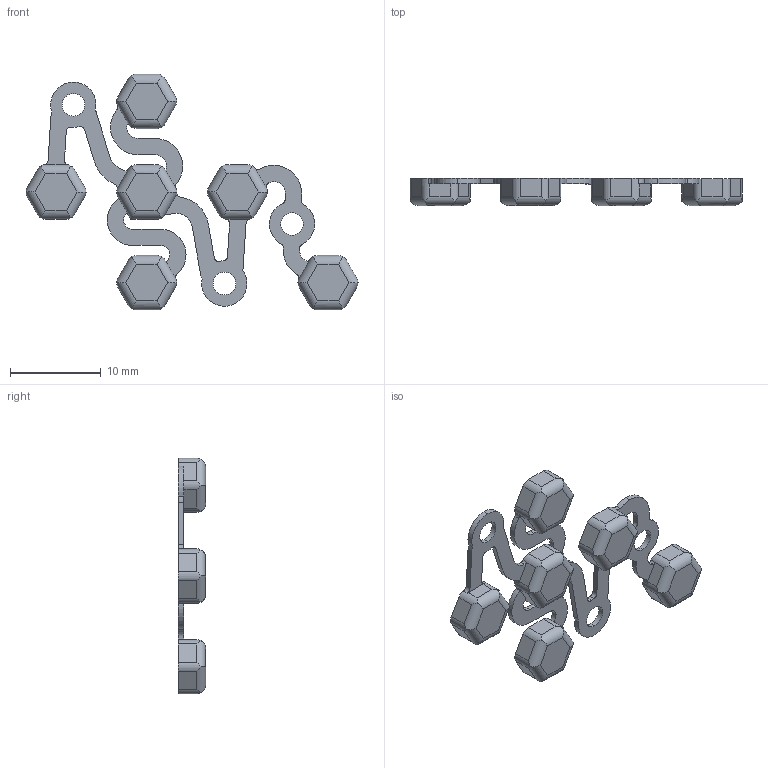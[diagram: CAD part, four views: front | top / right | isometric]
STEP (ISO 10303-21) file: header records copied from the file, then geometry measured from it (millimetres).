
FILE_DESCRIPTION (( 'STEP AP214' ), '1' );
FILE_NAME ('偌瑩.step', '2026-01-02T06:49:19', ( '' ), ( '' ), 'SwSTEP 2.0', 'SolidWorks 2020', '' );
FILE_SCHEMA (( 'AUTOMOTIVE_DESIGN' ));
Length unit declared in the file: millimetre
Products named in the file (1): 偌瑩
Bounding box: 36.62 x 3 x 26 mm (x, y, z)
Volume: 624.5 mm3; surface area: 1083.8 mm2
Topology: 1 solids, 1 shells, 198 faces, 587 edges, 391 vertices
Faces by surface type: cylinder 133, plane 65
Entity records: 6703 total; most frequent: CARTESIAN_POINT 1495, ORIENTED_EDGE 1174, DIRECTION 1053, EDGE_CURVE 587, VERTEX_POINT 391, AXIS2_PLACEMENT_3D 373, LINE 307, VECTOR 307
